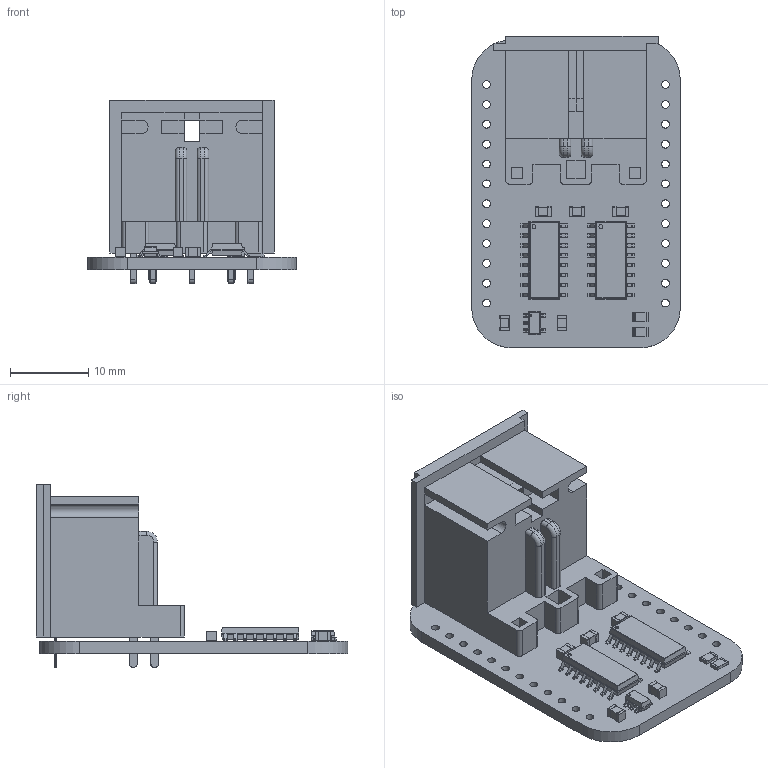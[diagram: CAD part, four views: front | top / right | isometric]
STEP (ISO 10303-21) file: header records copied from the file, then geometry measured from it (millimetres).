
FILE_DESCRIPTION(('KiCad electronic assembly'),'2;1');
FILE_NAME('SNES Controller Reader.step','2024-06-19T14:20:22',('Pcbnew') ,('Kicad'),'Open CASCADE STEP processor 7.8','KiCad to STEP converter' ,'Unknown');
FILE_SCHEMA(('AUTOMOTIVE_DESIGN { 1 0 10303 214 1 1 1 1 }'));
Length unit declared in the file: millimetre
Products named in the file (19): SNES Controller Reader 1; C_0805_2012Metric; R_0805_2012Metric; MC74HC259ADR2G; ASSEMBLY; AP7365-33WG-7; DIN-5-PCB; Body; front-pin2; Body003; front-pin1; Body006; Body004; Body005; Body007; SNES Controller Reader_PCB
Assembly tree (24 placements, depth 3):
  SNES Controller Reader 1
    C_0805_2012Metric  x5
      C_0805_2012Metric
    R_0805_2012Metric  x2
      R_0805_2012Metric
    MC74HC259ADR2G  x2
      ASSEMBLY
    AP7365-33WG-7
      ASSEMBLY
    DIN-5-PCB
      Body
      front-pin2
      Body003
      front-pin1
      Body006
      Body004
      Body005
      Body007
    SNES Controller Reader_PCB
Bounding box: 26.67 x 39.8 x 23.4 mm (x, y, z)
Volume: 5662.4 mm3; surface area: 6367.3 mm2
Topology: 56 solids, 56 shells, 1015 faces, 2560 edges, 1674 vertices
Faces by surface type: plane 697, cylinder 306, torus 12
Full cylindrical faces by diameter (mm): 0.2 x1, 0.487 x2, 1 x24, 1.4 x7, 1.7 x5
Entity records: 20194 total; most frequent: DIRECTION 3370, CARTESIAN_POINT 3359, ORIENTED_EDGE 3260, EDGE_CURVE 1629, LINE 1228, VECTOR 1228, AXIS2_PLACEMENT_3D 1071, VERTEX_POINT 1060
